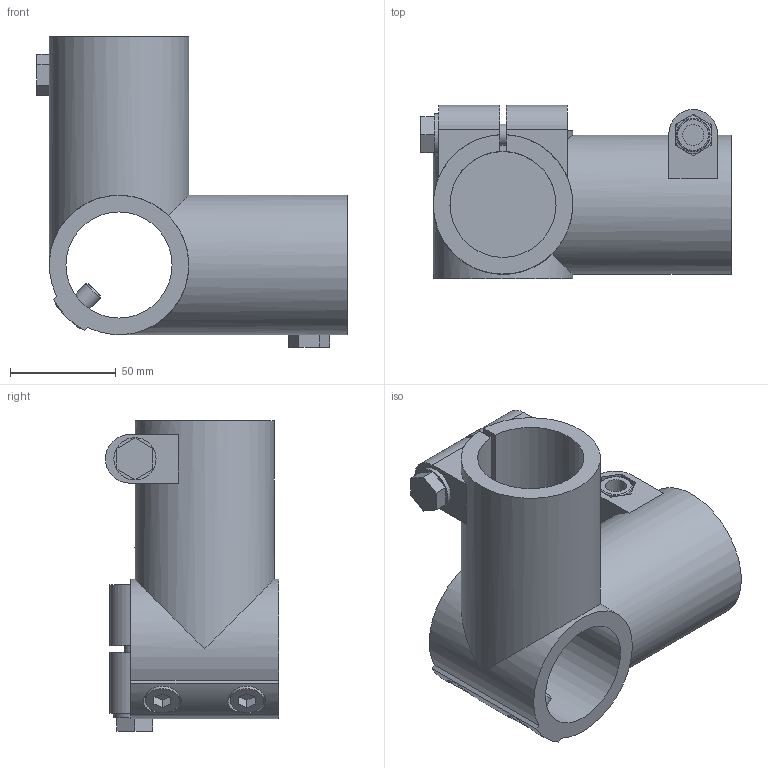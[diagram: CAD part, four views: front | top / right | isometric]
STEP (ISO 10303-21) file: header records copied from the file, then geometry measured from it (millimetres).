
FILE_DESCRIPTION( ( 'STEP AP214' ), '1' );
FILE_NAME( 'K0476.550.stp', '2021-01-06T10:54:37', ( '' ), ( '' ), ' ', 'PARTsolutions', ' ' );
FILE_SCHEMA( ( 'AUTOMOTIVE_DESIGN { 1 0 10303 214 1 1 1 1 }' ) );
Length unit declared in the file: millimetre
Products named in the file (1): _K0476.550
Bounding box: 146.9 x 82 x 146.9 mm (x, y, z)
Volume: 412513.1 mm3; surface area: 97217.2 mm2
Topology: 1 solids, 1 shells, 131 faces, 359 edges, 239 vertices
Faces by surface type: plane 82, cylinder 39, cone 6, torus 4
Full cylindrical faces by diameter (mm): 10 x6, 11 x2, 15.6 x2, 16 x2, 18 x2, 20 x2, 50.2 x3, 66 x2
Entity records: 5384 total; most frequent: CARTESIAN_POINT 1113, DIRECTION 646, ORIENTED_EDGE 626, EDGE_CURVE 313, AXIS2_PLACEMENT_3D 229, VERTEX_POINT 224, EDGE_LOOP 201, LINE 188
